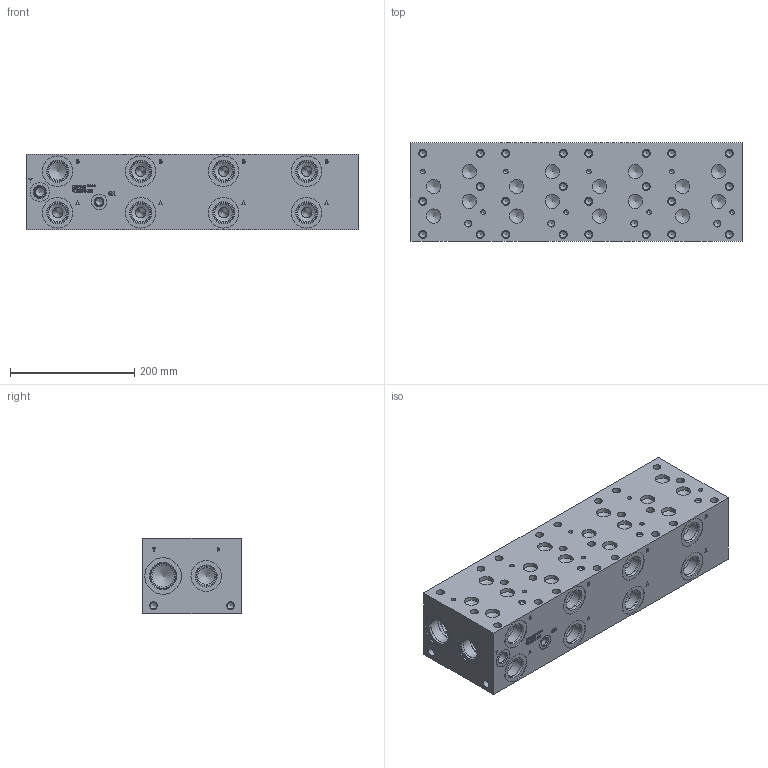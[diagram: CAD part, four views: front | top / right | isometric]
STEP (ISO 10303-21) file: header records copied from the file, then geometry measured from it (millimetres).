
FILE_DESCRIPTION(/* description */ (''),/* implementation_level */ '2;1');
FILE_NAME(/* name */ '_D08P045S.stp',/* time_stamp */ '2020-03-09T13:20:09-04:00',/* author */ ('devonn'),/* organization */ (''),/* preprocessor_version */ 'ST-DEVELOPER v17',/* originating_system */ 'Autodesk Inventor 2019',/* authorisation */ '');
FILE_SCHEMA (('AUTOMOTIVE_DESIGN { 1 0 10303 214 3 1 1 }'));
Length unit declared in the file: millimetre
Products named in the file (1): Part_AD08P045S_3D
Bounding box: 533.4 x 158.75 x 120.65 mm (x, y, z)
Volume: 9622020 mm3; surface area: 435022.6 mm2
Topology: 1 solids, 1 shells, 917 faces, 2483 edges, 1682 vertices
Faces by surface type: plane 445, bspline 182, cylinder 162, cone 128
Full cylindrical faces by diameter (mm): 7.137 x8, 10.719 x29, 11.113 x1, 11.125 x3, 12.7 x28, 12.9 x1, 14.275 x1, 14.3 x1, 14.529 x1, 17.501 x1, 19.05 x1, 19.253 x1, 23.012 x15, 23.017 x1, 25.019 x1, 26.975 x2, 28.575 x8, 30.632 x1, 31.267 x10, 33.34 x2, 33.35 x8, 33.757 x10, 35.509 x8, 35.712 x2, 39.218 x2, 41.275 x1, 41.28 x1, 41.758 x1, 43.51 x1, 49.124 x10
Entity records: 30229 total; most frequent: CARTESIAN_POINT 7379, ORIENTED_EDGE 4826, DIRECTION 4111, EDGE_CURVE 2413, VERTEX_POINT 1682, LINE 1459, VECTOR 1459, AXIS2_PLACEMENT_3D 1326
